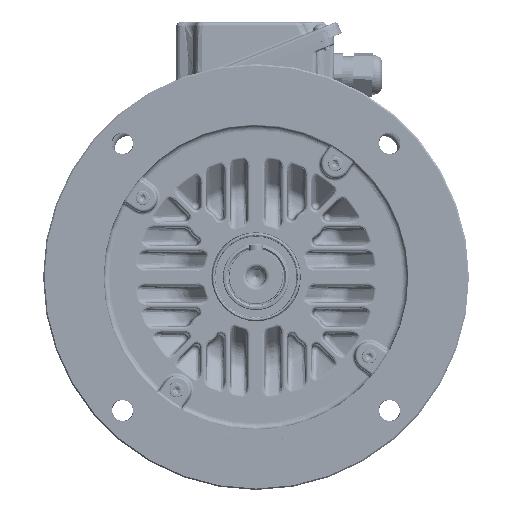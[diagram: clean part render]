
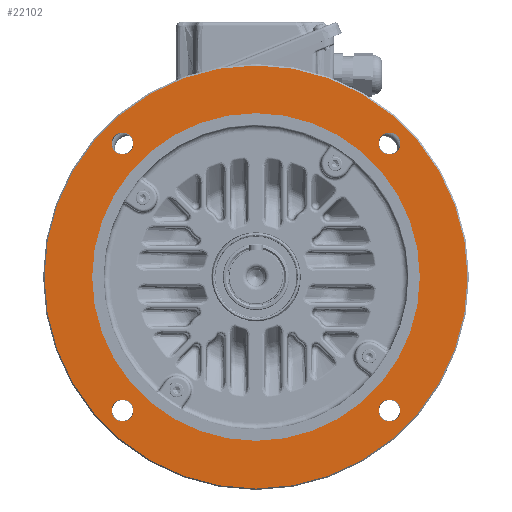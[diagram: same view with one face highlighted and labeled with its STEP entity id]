
A CAD part, top view. The second image highlights one B-rep face of the part: STEP entity #22102.
In plain terms, the highlighted planar face has unit normal (0, 0, 1).
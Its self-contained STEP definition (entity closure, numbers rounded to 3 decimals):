
#2466=PLANE('',#80861);
#22102=ADVANCED_FACE('',(#27470,#27471,#27472,#27473,#27474,#27475),#2466,
 .F.);
#27470=FACE_BOUND('',#28131,.T.);
#27471=FACE_BOUND('',#28132,.T.);
#27472=FACE_BOUND('',#28133,.T.);
#27473=FACE_BOUND('',#28134,.T.);
#27474=FACE_BOUND('',#28135,.T.);
#27475=FACE_BOUND('',#28136,.T.);
#28131=EDGE_LOOP('',(#32916));
#28132=EDGE_LOOP('',(#32917));
#28133=EDGE_LOOP('',(#32918));
#28134=EDGE_LOOP('',(#32919));
#28135=EDGE_LOOP('',(#32920));
#28136=EDGE_LOOP('',(#32921));
#32916=ORIENTED_EDGE('',*,*,#63024,.F.);
#32917=ORIENTED_EDGE('',*,*,#63025,.F.);
#32918=ORIENTED_EDGE('',*,*,#63026,.T.);
#32919=ORIENTED_EDGE('',*,*,#63023,.F.);
#32920=ORIENTED_EDGE('',*,*,#63027,.F.);
#32921=ORIENTED_EDGE('',*,*,#63028,.F.);
#53990=VERTEX_POINT('',#109701);
#53991=VERTEX_POINT('',#109704);
#53992=VERTEX_POINT('',#109706);
#53993=VERTEX_POINT('',#109708);
#53994=VERTEX_POINT('',#109710);
#53995=VERTEX_POINT('',#109712);
#63023=EDGE_CURVE('',#53990,#53990,#76095,.T.);
#63024=EDGE_CURVE('',#53991,#53991,#76096,.T.);
#63025=EDGE_CURVE('',#53992,#53992,#76097,.T.);
#63026=EDGE_CURVE('',#53993,#53993,#76098,.T.);
#63027=EDGE_CURVE('',#53994,#53994,#76099,.T.);
#63028=EDGE_CURVE('',#53995,#53995,#76100,.T.);
#76095=CIRCLE('',#80854,115.);
#76096=CIRCLE('',#80856,7.669);
#76097=CIRCLE('',#80857,7.669);
#76098=CIRCLE('',#80858,148.5);
#76099=CIRCLE('',#80859,7.669);
#76100=CIRCLE('',#80860,7.669);
#80854=AXIS2_PLACEMENT_3D('',#109700,#88957,#88958);
#80856=AXIS2_PLACEMENT_3D('',#109703,#88961,#88962);
#80857=AXIS2_PLACEMENT_3D('',#109705,#88963,#88964);
#80858=AXIS2_PLACEMENT_3D('',#109707,#88965,#88966);
#80859=AXIS2_PLACEMENT_3D('',#109709,#88967,#88968);
#80860=AXIS2_PLACEMENT_3D('',#109711,#88969,#88970);
#80861=AXIS2_PLACEMENT_3D('',#109713,#88971,#88972);
#88957=DIRECTION('',(0.,0.,1.));
#88958=DIRECTION('',(-1.,0.,0.));
#88961=DIRECTION('',(0.,0.,1.));
#88962=DIRECTION('',(-1.,0.,0.));
#88963=DIRECTION('',(0.,0.,1.));
#88964=DIRECTION('',(-1.,0.,0.));
#88965=DIRECTION('',(0.,0.,1.));
#88966=DIRECTION('',(-1.,0.,0.));
#88967=DIRECTION('',(0.,0.,1.));
#88968=DIRECTION('',(-1.,0.,0.));
#88969=DIRECTION('',(0.,0.,1.));
#88970=DIRECTION('',(-1.,0.,0.));
#88971=DIRECTION('',(0.,0.,-1.));
#88972=DIRECTION('',(-1.,0.,0.));
#109700=CARTESIAN_POINT('',(0.,0.,0.));
#109701=CARTESIAN_POINT('',(-115.,0.,0.));
#109703=CARTESIAN_POINT('',(-93.692,-93.692,0.));
#109704=CARTESIAN_POINT('',(-101.361,-93.692,0.));
#109705=CARTESIAN_POINT('',(93.692,93.692,0.));
#109706=CARTESIAN_POINT('',(86.023,93.692,0.));
#109707=CARTESIAN_POINT('',(0.,0.,0.));
#109708=CARTESIAN_POINT('',(-148.5,0.,0.));
#109709=CARTESIAN_POINT('',(93.692,-93.692,0.));
#109710=CARTESIAN_POINT('',(86.023,-93.692,0.));
#109711=CARTESIAN_POINT('',(-93.692,93.692,0.));
#109712=CARTESIAN_POINT('',(-101.361,93.692,0.));
#109713=CARTESIAN_POINT('',(0.,115.,0.));
